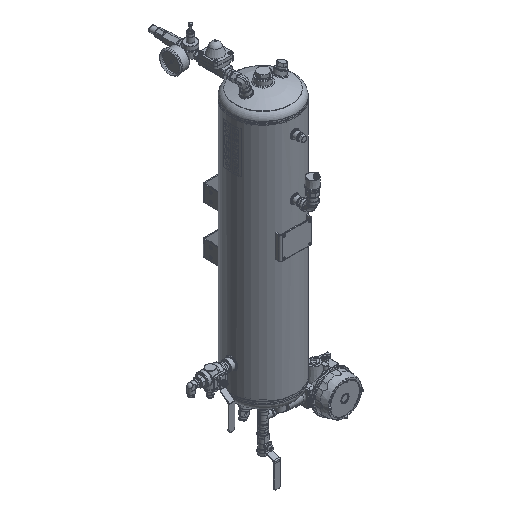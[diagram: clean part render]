
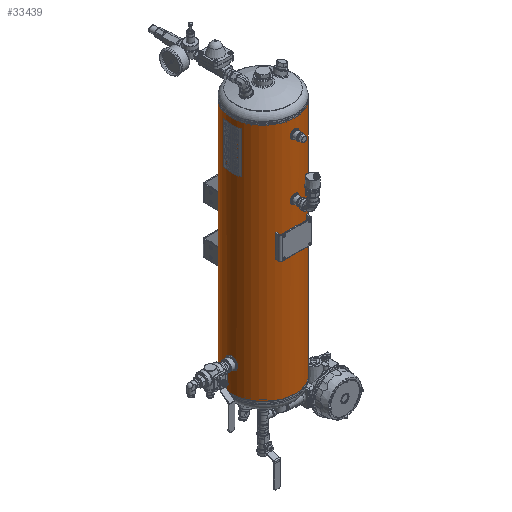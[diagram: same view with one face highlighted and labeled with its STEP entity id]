
A CAD part, isometric view. The second image highlights one B-rep face of the part: STEP entity #33439.
In plain terms, the highlighted cylindrical face has radius 100 mm (diameter 200 mm), a partial arc.
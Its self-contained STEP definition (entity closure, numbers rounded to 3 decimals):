
#2234=B_SPLINE_CURVE_WITH_KNOTS('',3,(#61825,#61826,#61827,#61828,#61829,
#61830,#61831,#61832,#61833,#61834,#61835,#61836,#61837,#61838,#61839,#61840,
#61841,#61842,#61843),.UNSPECIFIED.,.T.,.F.,(1,1,1,1,1,1,1,1,1,1,1,1,1,
1,1,1,1,1,1,1,1,1,1),(-0.012,-0.008,-0.004,
0.,0.004,0.008,0.012,
0.016,0.02,0.023,0.027,
0.031,0.035,0.039,0.043,
0.047,0.051,0.055,0.059,
0.063,0.066,0.07,0.074),
 .UNSPECIFIED.);
#2235=B_SPLINE_CURVE_WITH_KNOTS('',3,(#61845,#61846,#61847,#61848,#61849,
#61850,#61851,#61852,#61853,#61854,#61855,#61856,#61857,#61858,#61859,#61860,
#61861,#61862,#61863),.UNSPECIFIED.,.T.,.F.,(1,1,1,1,1,1,1,1,1,1,1,1,1,
1,1,1,1,1,1,1,1,1,1),(-0.012,-0.008,-0.004,
0.,0.004,0.008,0.012,0.016,
0.02,0.023,0.027,0.031,
0.035,0.039,0.043,0.047,
0.051,0.055,0.059,0.063,
0.066,0.07,0.074),.UNSPECIFIED.);
#2236=B_SPLINE_CURVE_WITH_KNOTS('',3,(#61865,#61866,#61867,#61868,#61869,
#61870,#61871,#61872,#61873,#61874,#61875,#61876,#61877,#61878,#61879,#61880,
#61881,#61882,#61883),.UNSPECIFIED.,.T.,.F.,(1,1,1,1,1,1,1,1,1,1,1,1,1,
1,1,1,1,1,1,1,1,1,1),(-0.018,-0.012,-0.006,
0.,0.006,0.012,0.018,
0.023,0.029,0.035,0.041,
0.047,0.053,0.059,0.065,
0.07,0.076,0.082,0.088,
0.094,0.1,0.106,0.112),
 .UNSPECIFIED.);
#3594=LINE('',#61885,#5198);
#3595=LINE('',#61890,#5199);
#5198=VECTOR('',#52006,1000.);
#5199=VECTOR('',#52009,1000.);
#6807=ORIENTED_EDGE('',*,*,#16603,.T.);
#6808=ORIENTED_EDGE('',*,*,#16604,.T.);
#6809=ORIENTED_EDGE('',*,*,#16605,.T.);
#6810=ORIENTED_EDGE('',*,*,#16606,.T.);
#6811=ORIENTED_EDGE('',*,*,#16607,.T.);
#6812=ORIENTED_EDGE('',*,*,#16608,.F.);
#6813=ORIENTED_EDGE('',*,*,#16609,.F.);
#16603=EDGE_CURVE('',#21501,#21501,#2234,.T.);
#16604=EDGE_CURVE('',#21502,#21502,#2235,.T.);
#16605=EDGE_CURVE('',#21503,#21503,#2236,.T.);
#16606=EDGE_CURVE('',#21504,#21505,#3594,.T.);
#16607=EDGE_CURVE('',#21505,#21506,#24729,.T.);
#16608=EDGE_CURVE('',#21507,#21506,#3595,.T.);
#16609=EDGE_CURVE('',#21504,#21507,#24730,.T.);
#21501=VERTEX_POINT('',#61844);
#21502=VERTEX_POINT('',#61864);
#21503=VERTEX_POINT('',#61884);
#21504=VERTEX_POINT('',#61886);
#21505=VERTEX_POINT('',#61887);
#21506=VERTEX_POINT('',#61889);
#21507=VERTEX_POINT('',#61891);
#24729=CIRCLE('',#47921,100.);
#24730=CIRCLE('',#47922,100.);
#26556=EDGE_LOOP('',(#6807));
#26557=EDGE_LOOP('',(#6808));
#26558=EDGE_LOOP('',(#6809));
#26559=EDGE_LOOP('',(#6810,#6811,#6812,#6813));
#29672=FACE_BOUND('',#26556,.T.);
#29673=FACE_BOUND('',#26557,.T.);
#29674=FACE_BOUND('',#26558,.T.);
#29675=FACE_BOUND('',#26559,.T.);
#32790=CYLINDRICAL_SURFACE('',#47920,100.);
#33439=ADVANCED_FACE('',(#29672,#29673,#29674,#29675),#32790,.T.);
#47920=AXIS2_PLACEMENT_3D('',#61824,#52004,#52005);
#47921=AXIS2_PLACEMENT_3D('',#61888,#52007,#52008);
#47922=AXIS2_PLACEMENT_3D('',#61892,#52010,#52011);
#52004=DIRECTION('',(0.,-1.,0.));
#52005=DIRECTION('',(0.,0.,-1.));
#52006=DIRECTION('',(0.,-1.,0.));
#52007=DIRECTION('',(0.,1.,0.));
#52008=DIRECTION('',(1.,0.,0.));
#52009=DIRECTION('',(0.,-1.,0.));
#52010=DIRECTION('',(0.,1.,0.));
#52011=DIRECTION('',(1.,0.,0.));
#61824=CARTESIAN_POINT('',(0.,750.,0.));
#61825=CARTESIAN_POINT('',(-9.473,48.444,-99.554));
#61826=CARTESIAN_POINT('',(-10.262,44.497,-99.471));
#61827=CARTESIAN_POINT('',(-9.477,40.569,-99.553));
#61828=CARTESIAN_POINT('',(-7.254,37.244,-99.75));
#61829=CARTESIAN_POINT('',(-3.93,35.023,-99.946));
#61830=CARTESIAN_POINT('',(-0.006,34.24,-100.027));
#61831=CARTESIAN_POINT('',(3.922,35.019,-99.946));
#61832=CARTESIAN_POINT('',(7.252,37.242,-99.75));
#61833=CARTESIAN_POINT('',(9.478,40.57,-99.553));
#61834=CARTESIAN_POINT('',(10.26,44.496,-99.472));
#61835=CARTESIAN_POINT('',(9.481,48.422,-99.553));
#61836=CARTESIAN_POINT('',(7.262,51.747,-99.749));
#61837=CARTESIAN_POINT('',(3.94,53.974,-99.945));
#61838=CARTESIAN_POINT('',(0.01,54.761,-100.027));
#61839=CARTESIAN_POINT('',(-3.923,53.981,-99.946));
#61840=CARTESIAN_POINT('',(-7.249,51.759,-99.75));
#61841=CARTESIAN_POINT('',(-9.473,48.444,-99.554));
#61842=CARTESIAN_POINT('',(-10.262,44.497,-99.471));
#61843=CARTESIAN_POINT('',(-9.477,40.569,-99.553));
#61844=CARTESIAN_POINT('',(-10.,44.5,-99.499));
#61845=CARTESIAN_POINT('',(-9.473,224.444,-99.554));
#61846=CARTESIAN_POINT('',(-10.262,220.497,-99.471));
#61847=CARTESIAN_POINT('',(-9.477,216.569,-99.553));
#61848=CARTESIAN_POINT('',(-7.254,213.244,-99.75));
#61849=CARTESIAN_POINT('',(-3.93,211.023,-99.946));
#61850=CARTESIAN_POINT('',(-0.006,210.24,-100.027));
#61851=CARTESIAN_POINT('',(3.922,211.019,-99.946));
#61852=CARTESIAN_POINT('',(7.252,213.242,-99.75));
#61853=CARTESIAN_POINT('',(9.478,216.57,-99.553));
#61854=CARTESIAN_POINT('',(10.26,220.496,-99.472));
#61855=CARTESIAN_POINT('',(9.481,224.422,-99.553));
#61856=CARTESIAN_POINT('',(7.262,227.747,-99.749));
#61857=CARTESIAN_POINT('',(3.94,229.974,-99.945));
#61858=CARTESIAN_POINT('',(0.01,230.761,-100.027));
#61859=CARTESIAN_POINT('',(-3.923,229.981,-99.946));
#61860=CARTESIAN_POINT('',(-7.249,227.759,-99.75));
#61861=CARTESIAN_POINT('',(-9.473,224.444,-99.554));
#61862=CARTESIAN_POINT('',(-10.262,220.497,-99.471));
#61863=CARTESIAN_POINT('',(-9.477,216.569,-99.553));
#61864=CARTESIAN_POINT('',(-10.,220.5,-99.499));
#61865=CARTESIAN_POINT('',(-98.994,672.42,14.208));
#61866=CARTESIAN_POINT('',(-98.806,666.495,15.395));
#61867=CARTESIAN_POINT('',(-98.993,660.6,14.214));
#61868=CARTESIAN_POINT('',(-99.436,655.617,10.88));
#61869=CARTESIAN_POINT('',(-99.878,652.286,5.9));
#61870=CARTESIAN_POINT('',(-100.061,651.109,0.009));
#61871=CARTESIAN_POINT('',(-99.879,652.279,-5.887));
#61872=CARTESIAN_POINT('',(-99.437,655.615,-10.879));
#61873=CARTESIAN_POINT('',(-98.992,660.601,-14.215));
#61874=CARTESIAN_POINT('',(-98.807,666.494,-15.391));
#61875=CARTESIAN_POINT('',(-98.992,672.387,-14.219));
#61876=CARTESIAN_POINT('',(-99.435,677.371,-10.892));
#61877=CARTESIAN_POINT('',(-99.877,680.709,-5.914));
#61878=CARTESIAN_POINT('',(-100.061,681.893,-0.013));
#61879=CARTESIAN_POINT('',(-99.878,680.72,5.889));
#61880=CARTESIAN_POINT('',(-99.437,677.387,10.874));
#61881=CARTESIAN_POINT('',(-98.994,672.42,14.208));
#61882=CARTESIAN_POINT('',(-98.806,666.495,15.395));
#61883=CARTESIAN_POINT('',(-98.993,660.6,14.214));
#61884=CARTESIAN_POINT('',(-98.869,666.5,15.));
#61885=CARTESIAN_POINT('',(0.254,801.561,100.));
#61886=CARTESIAN_POINT('',(0.254,750.,100.));
#61887=CARTESIAN_POINT('',(0.254,0.,100.));
#61888=CARTESIAN_POINT('',(0.,0.,0.));
#61889=CARTESIAN_POINT('',(-0.254,0.,100.));
#61890=CARTESIAN_POINT('',(-0.254,801.561,100.));
#61891=CARTESIAN_POINT('',(-0.254,750.,100.));
#61892=CARTESIAN_POINT('',(0.,750.,0.));
